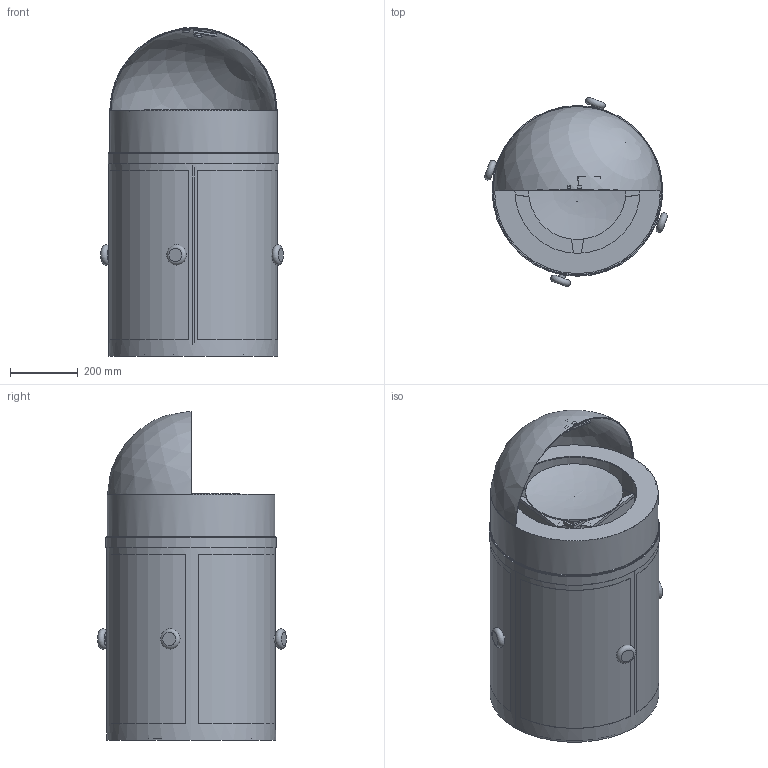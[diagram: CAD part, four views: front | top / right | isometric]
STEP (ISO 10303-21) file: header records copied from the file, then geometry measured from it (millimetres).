
FILE_DESCRIPTION(/* description */ (''),/* implementation_level */ '2;1');
FILE_NAME(/* name */ 'Smart Waste Segregator CAD model.step',/* time_stamp */ '2025-09-02T04:27:30+05:30',/* author */ (''),/* organization */ (''),/* preprocessor_version */ 'ST-DEVELOPER v20.1',/* originating_system */ 'Autodesk Translation Framework v14.10.0.0',/* authorisation */ '');
FILE_SCHEMA (('AUTOMOTIVE_DESIGN { 1 0 10303 214 3 1 1 }','PROCESS_PLANNING_SCHEMA'));
Length unit declared in the file: millimetre
Products named in the file (4): Segregator Bin base; Bin1; Tray System; Camera Hood
Assembly tree (3 placements, depth 2):
  Segregator Bin base
    Bin1
    Tray System
    Camera Hood
Bounding box: 540.7 x 559.05 x 972.5 mm (x, y, z)
Volume: 8724985.7 mm3; surface area: 4781091.4 mm2
Topology: 21 solids, 21 shells, 245 faces, 536 edges, 341 vertices
Faces by surface type: plane 166, cylinder 60, torus 9, sphere 8, bspline 1, cone 1
Full cylindrical faces by diameter (mm): 2 x2, 10 x1, 16.34 x1, 19.746 x1, 20 x4, 21.195 x1, 27.214 x1, 32.146 x1, 50 x1, 370 x1, 490 x2, 495 x1, 500 x3, 505 x1
Entity records: 7013 total; most frequent: CARTESIAN_POINT 1241, DIRECTION 1223, ORIENTED_EDGE 1064, EDGE_CURVE 532, AXIS2_PLACEMENT_3D 447, VERTEX_POINT 341, LINE 329, VECTOR 329
